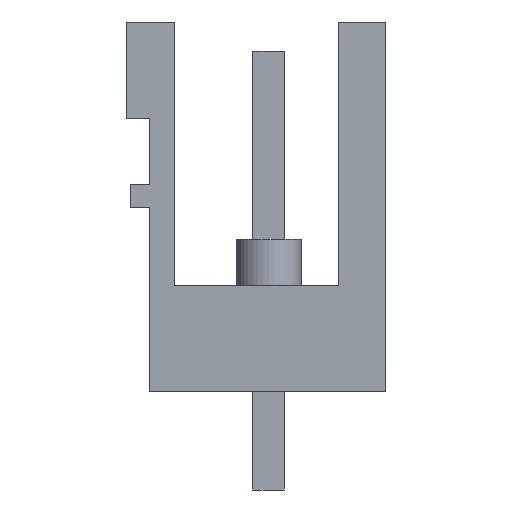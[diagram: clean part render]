
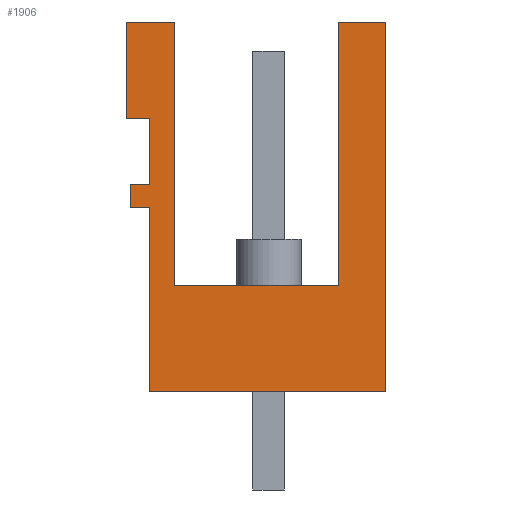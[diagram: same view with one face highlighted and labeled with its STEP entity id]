
A CAD part, left-side view. The second image highlights one B-rep face of the part: STEP entity #1906.
In plain terms, the highlighted planar face has unit normal (-1, 0, 0).
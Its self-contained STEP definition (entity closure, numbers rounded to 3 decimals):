
#1806=AXIS2_PLACEMENT_3D('Plane Axis2P3D',#1803,#1804,#1805) ;
#383=CARTESIAN_POINT('Vertex',(0.,7.68,3.2)) ;
#386=CARTESIAN_POINT('Line Origine',(0.,7.68,6.19)) ;
#390=CARTESIAN_POINT('Vertex',(0.,7.68,9.181)) ;
#1787=CARTESIAN_POINT('Vertex',(0.,0.,3.2)) ;
#1790=CARTESIAN_POINT('Line Origine',(0.,3.84,3.2)) ;
#1803=CARTESIAN_POINT('Axis2P3D Location',(0.,8.43,1.7)) ;
#1808=CARTESIAN_POINT('Line Origine',(0.,0.,9.2)) ;
#1812=CARTESIAN_POINT('Vertex',(0.,0.,15.2)) ;
#1815=CARTESIAN_POINT('Line Origine',(0.,0.775,15.2)) ;
#1819=CARTESIAN_POINT('Vertex',(0.,1.55,15.2)) ;
#1822=CARTESIAN_POINT('Line Origine',(0.,1.55,10.925)) ;
#1826=CARTESIAN_POINT('Vertex',(0.,1.55,6.65)) ;
#1829=CARTESIAN_POINT('Line Origine',(0.,4.206,6.65)) ;
#1833=CARTESIAN_POINT('Vertex',(0.,6.863,6.65)) ;
#1836=CARTESIAN_POINT('Line Origine',(0.,6.863,10.925)) ;
#1840=CARTESIAN_POINT('Vertex',(0.,6.863,15.2)) ;
#1843=CARTESIAN_POINT('Line Origine',(0.,7.647,15.2)) ;
#1847=CARTESIAN_POINT('Vertex',(0.,8.43,15.2)) ;
#1850=CARTESIAN_POINT('Line Origine',(0.,8.43,13.64)) ;
#1854=CARTESIAN_POINT('Vertex',(0.,8.43,12.08)) ;
#1857=CARTESIAN_POINT('Line Origine',(0.,8.055,12.08)) ;
#1861=CARTESIAN_POINT('Vertex',(0.,7.68,12.08)) ;
#1864=CARTESIAN_POINT('Line Origine',(0.,7.68,11.005)) ;
#1868=CARTESIAN_POINT('Vertex',(0.,7.68,9.93)) ;
#1871=CARTESIAN_POINT('Line Origine',(0.,7.99,9.93)) ;
#1875=CARTESIAN_POINT('Vertex',(0.,8.3,9.93)) ;
#1878=CARTESIAN_POINT('Line Origine',(0.,8.3,9.555)) ;
#1882=CARTESIAN_POINT('Vertex',(0.,8.3,9.181)) ;
#1885=CARTESIAN_POINT('Line Origine',(0.,7.99,9.181)) ;
#387=DIRECTION('Vector Direction',(0.,0.,-1.)) ;
#1791=DIRECTION('Vector Direction',(0.,-1.,0.)) ;
#1804=DIRECTION('Axis2P3D Direction',(-1.,0.,0.)) ;
#1805=DIRECTION('Axis2P3D XDirection',(0.,1.,0.)) ;
#1809=DIRECTION('Vector Direction',(0.,0.,1.)) ;
#1816=DIRECTION('Vector Direction',(0.,1.,0.)) ;
#1823=DIRECTION('Vector Direction',(0.,0.,-1.)) ;
#1830=DIRECTION('Vector Direction',(0.,1.,0.)) ;
#1837=DIRECTION('Vector Direction',(0.,0.,1.)) ;
#1844=DIRECTION('Vector Direction',(0.,1.,0.)) ;
#1851=DIRECTION('Vector Direction',(0.,0.,-1.)) ;
#1858=DIRECTION('Vector Direction',(0.,-1.,0.)) ;
#1865=DIRECTION('Vector Direction',(0.,0.,-1.)) ;
#1872=DIRECTION('Vector Direction',(0.,1.,0.)) ;
#1879=DIRECTION('Vector Direction',(0.,0.,-1.)) ;
#1886=DIRECTION('Vector Direction',(0.,-1.,0.)) ;
#388=VECTOR('Line Direction',#387,1.) ;
#1792=VECTOR('Line Direction',#1791,1.) ;
#1810=VECTOR('Line Direction',#1809,1.) ;
#1817=VECTOR('Line Direction',#1816,1.) ;
#1824=VECTOR('Line Direction',#1823,1.) ;
#1831=VECTOR('Line Direction',#1830,1.) ;
#1838=VECTOR('Line Direction',#1837,1.) ;
#1845=VECTOR('Line Direction',#1844,1.) ;
#1852=VECTOR('Line Direction',#1851,1.) ;
#1859=VECTOR('Line Direction',#1858,1.) ;
#1866=VECTOR('Line Direction',#1865,1.) ;
#1873=VECTOR('Line Direction',#1872,1.) ;
#1880=VECTOR('Line Direction',#1879,1.) ;
#1887=VECTOR('Line Direction',#1886,1.) ;
#1891=ORIENTED_EDGE('',*,*,#1814,.T.) ;
#1892=ORIENTED_EDGE('',*,*,#1821,.T.) ;
#1893=ORIENTED_EDGE('',*,*,#1828,.T.) ;
#1894=ORIENTED_EDGE('',*,*,#1835,.T.) ;
#1895=ORIENTED_EDGE('',*,*,#1842,.T.) ;
#1896=ORIENTED_EDGE('',*,*,#1849,.T.) ;
#1897=ORIENTED_EDGE('',*,*,#1856,.T.) ;
#1898=ORIENTED_EDGE('',*,*,#1863,.T.) ;
#1899=ORIENTED_EDGE('',*,*,#1870,.T.) ;
#1900=ORIENTED_EDGE('',*,*,#1877,.T.) ;
#1901=ORIENTED_EDGE('',*,*,#1884,.T.) ;
#1902=ORIENTED_EDGE('',*,*,#1889,.T.) ;
#1903=ORIENTED_EDGE('',*,*,#392,.T.) ;
#1904=ORIENTED_EDGE('',*,*,#1794,.T.) ;
#1906=ADVANCED_FACE('HOUSING',(#1905),#1807,.T.) ;
#392=EDGE_CURVE('',#391,#384,#389,.T.) ;
#1794=EDGE_CURVE('',#384,#1788,#1793,.T.) ;
#1814=EDGE_CURVE('',#1788,#1813,#1811,.T.) ;
#1821=EDGE_CURVE('',#1813,#1820,#1818,.T.) ;
#1828=EDGE_CURVE('',#1820,#1827,#1825,.T.) ;
#1835=EDGE_CURVE('',#1827,#1834,#1832,.T.) ;
#1842=EDGE_CURVE('',#1834,#1841,#1839,.T.) ;
#1849=EDGE_CURVE('',#1841,#1848,#1846,.T.) ;
#1856=EDGE_CURVE('',#1848,#1855,#1853,.T.) ;
#1863=EDGE_CURVE('',#1855,#1862,#1860,.T.) ;
#1870=EDGE_CURVE('',#1862,#1869,#1867,.T.) ;
#1877=EDGE_CURVE('',#1869,#1876,#1874,.T.) ;
#1884=EDGE_CURVE('',#1876,#1883,#1881,.T.) ;
#1889=EDGE_CURVE('',#1883,#391,#1888,.T.) ;
#1890=EDGE_LOOP('',(#1891,#1892,#1893,#1894,#1895,#1896,#1897,#1898,#1899,#1900,#1901,#1902,#1903,#1904)) ;
#1905=FACE_OUTER_BOUND('',#1890,.T.) ;
#389=LINE('Line',#386,#388) ;
#1793=LINE('Line',#1790,#1792) ;
#1811=LINE('Line',#1808,#1810) ;
#1818=LINE('Line',#1815,#1817) ;
#1825=LINE('Line',#1822,#1824) ;
#1832=LINE('Line',#1829,#1831) ;
#1839=LINE('Line',#1836,#1838) ;
#1846=LINE('Line',#1843,#1845) ;
#1853=LINE('Line',#1850,#1852) ;
#1860=LINE('Line',#1857,#1859) ;
#1867=LINE('Line',#1864,#1866) ;
#1874=LINE('Line',#1871,#1873) ;
#1881=LINE('Line',#1878,#1880) ;
#1888=LINE('Line',#1885,#1887) ;
#1807=PLANE('',#1806) ;
#384=VERTEX_POINT('',#383) ;
#391=VERTEX_POINT('',#390) ;
#1788=VERTEX_POINT('',#1787) ;
#1813=VERTEX_POINT('',#1812) ;
#1820=VERTEX_POINT('',#1819) ;
#1827=VERTEX_POINT('',#1826) ;
#1834=VERTEX_POINT('',#1833) ;
#1841=VERTEX_POINT('',#1840) ;
#1848=VERTEX_POINT('',#1847) ;
#1855=VERTEX_POINT('',#1854) ;
#1862=VERTEX_POINT('',#1861) ;
#1869=VERTEX_POINT('',#1868) ;
#1876=VERTEX_POINT('',#1875) ;
#1883=VERTEX_POINT('',#1882) ;
